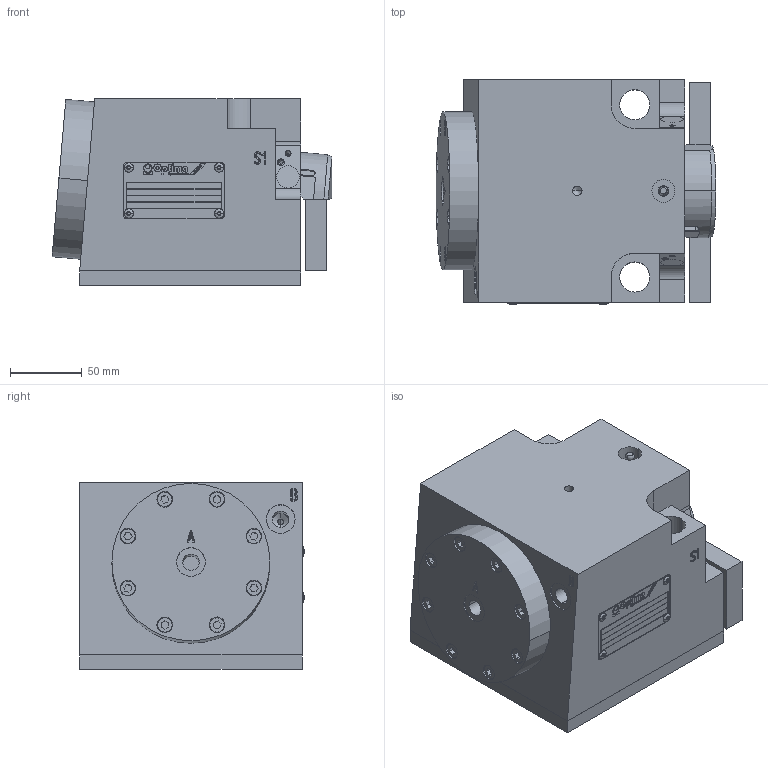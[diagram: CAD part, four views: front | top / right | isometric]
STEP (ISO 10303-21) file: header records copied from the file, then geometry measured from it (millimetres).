
FILE_DESCRIPTION(('STEP AP214'),'1');
FILE_NAME('38440701_HBS-A100_R.stp','2019-09-04T06:04:21',(' '),(' '),'Spatial InterOp 3D',' ',' ');
FILE_SCHEMA(('automotive_design'));
Length unit declared in the file: millimetre
Products named in the file (14): 1; 2; 3; 4; 5; 6; 7; 8; 9; 10; 11; 12; 13
Bounding box: 194.89 x 156.5 x 130 mm (x, y, z)
Volume: 2734824.7 mm3; surface area: 283734.5 mm2
Topology: 14 solids, 30 shells, 1046 faces, 2531 edges, 1631 vertices
Faces by surface type: plane 467, cylinder 294, extrusion 133, cone 87, torus 37, sphere 20, bspline 4, revolution 4
Entity records: 40155 total; most frequent: CARTESIAN_POINT 7024, DIRECTION 4964, ORIENTED_EDGE 4962, EDGE_CURVE 2481, AXIS2_PLACEMENT_3D 1731, VERTEX_POINT 1631, VECTOR 1498, LINE 1365
